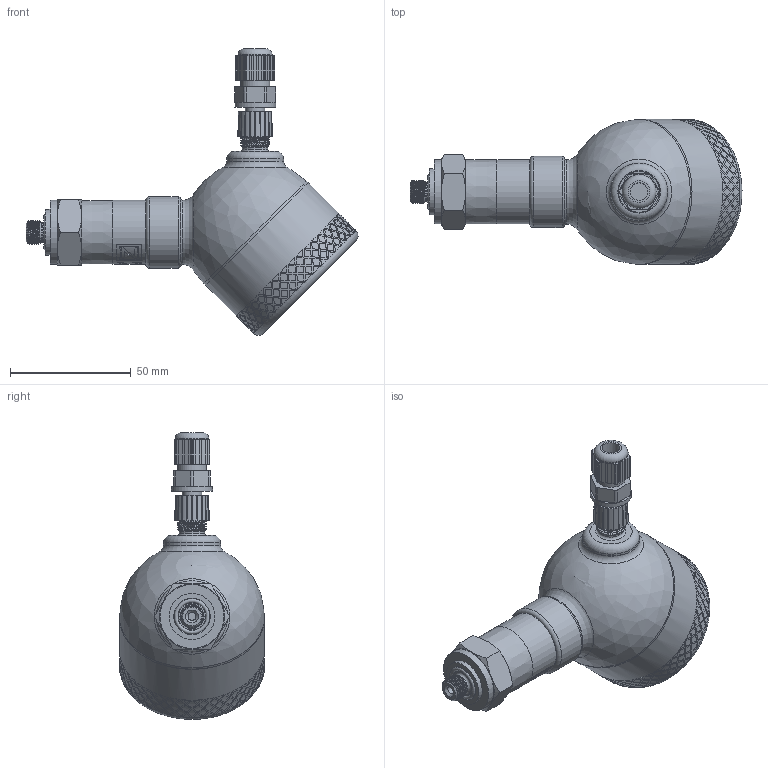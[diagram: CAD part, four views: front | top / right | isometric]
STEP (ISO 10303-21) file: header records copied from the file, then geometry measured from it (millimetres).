
FILE_DESCRIPTION(/* description */ (''),/* implementation_level */ '2;1');
FILE_NAME(/* name */ 'APZ3420FH_11_M12x1-angstraightsplay.step',/* time_stamp */ '2021-06-30T14:47:19+03:00',/* author */ (''),/* organization */ (''),/* preprocessor_version */ 'ST-DEVELOPER v18.1',/* originating_system */ 'Autodesk Translation Framework v10.9.0.1377',/* authorisation */ '');
FILE_SCHEMA (('AUTOMOTIVE_DESIGN { 1 0 10303 214 3 1 1 }'));
Length unit declared in the file: millimetre
Products named in the file (8): Полевой корпус 
3420 3421 3230 заполненный; G 1\8 DIN; FieldHousing Assembly v16; main body; Дисплей; Крышка для 
дисплея; Адаптер М12х1; M12x1 female straight v9
Assembly tree (7 placements, depth 3):
  Полевой корпус 
3420 3421 3230 заполненный
    G 1\8 DIN
    FieldHousing Assembly v16
      main body
      Дисплей
      Крышка для 
дисплея
      Адаптер М12х1
      M12x1 female straight v9
Bounding box: 137.38 x 60.1 x 118.64 mm (x, y, z)
Volume: 174688.6 mm3; surface area: 50789.2 mm2
Topology: 16 solids, 16 shells, 1727 faces, 4383 edges, 2894 vertices
Faces by surface type: bspline 958, plane 372, cylinder 321, cone 48, torus 25, sphere 3
Full cylindrical faces by diameter (mm): 1 x4, 3.3 x1, 5 x4, 7.3 x1, 8 x4, 8.566 x5, 9.3 x1, 10.293 x1, 10.5 x2, 10.741 x7, 11.5 x1, 11.884 x6, 12 x1, 14 x1, 14.7 x1, 17 x1, 19 x1, 19.7 x1, 21.6 x1, 22.4 x1, 23.6 x1, 24.5 x2, 26.5 x1, 29.5 x1, 41 x3, 46 x2, 52.5 x1, 57.2 x1, 60 x2
Entity records: 70728 total; most frequent: CARTESIAN_POINT 36445, ORIENTED_EDGE 8764, EDGE_CURVE 4382, DIRECTION 3804, VERTEX_POINT 2894, B_SPLINE_CURVE_WITH_KNOTS 2696, EDGE_LOOP 1972, FACE_OUTER_BOUND 1727
